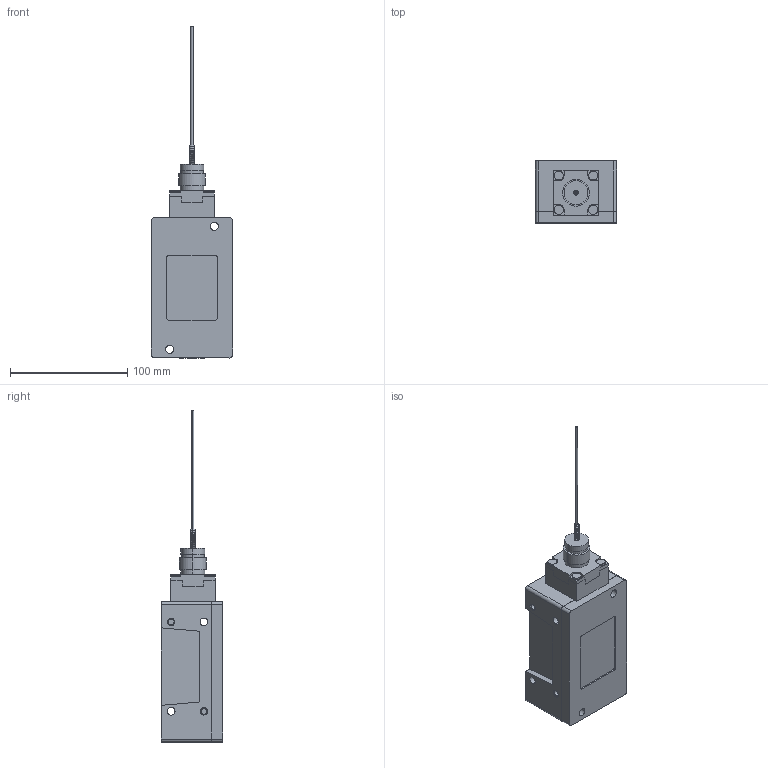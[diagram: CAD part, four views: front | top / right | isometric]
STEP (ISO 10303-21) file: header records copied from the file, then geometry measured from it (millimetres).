
FILE_DESCRIPTION(('STEP AP242'),'1');
FILE_NAME('9007cr53l.stp','2021-09-28T11:18:55',('TraceParts'),('TraceParts S.A.'),'Spatial InterOp 3D',' ',' ');
FILE_SCHEMA(('AP242_MANAGED_MODEL_BASED_3D_ENGINEERING_MIM_LF {1 0 10303 442 1 1 4}'));
Length unit declared in the file: millimetre
Products named in the file (1): 9007cr53l
Bounding box: 69.09 x 52.83 x 282.96 mm (x, y, z)
Volume: 440337.1 mm3; surface area: 50015.8 mm2
Topology: 1 solids, 1 shells, 208 faces, 498 edges, 310 vertices
Faces by surface type: plane 84, cylinder 58, torus 38, cone 28
Entity records: 7746 total; most frequent: DIRECTION 1140, CARTESIAN_POINT 1017, ORIENTED_EDGE 996, EDGE_CURVE 498, AXIS2_PLACEMENT_3D 433, VERTEX_POINT 310, LINE 274, VECTOR 274
